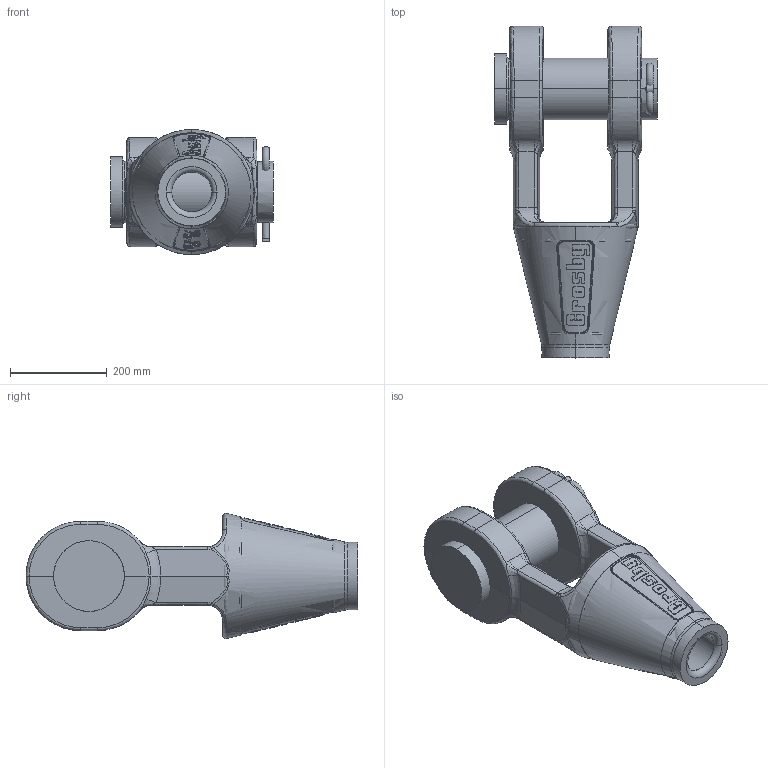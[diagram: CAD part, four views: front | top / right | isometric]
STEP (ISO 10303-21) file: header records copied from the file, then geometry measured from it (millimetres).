
FILE_DESCRIPTION((''),'2;1');
FILE_NAME('CROSBY_416_288_1041651-1041660','2011-08-31T',('Alan Doughty'),('The Crosby Group LLC'),'PRO/ENGINEER BY PARAMETRIC TECHNOLOGY CORPORATION, 2010230','PRO/ENGINEER BY PARAMETRIC TECHNOLOGY CORPORATION, 2010230','');
FILE_SCHEMA(('CONFIG_CONTROL_DESIGN'));
Products named in the file (1): CROSBY_416_288_1041651-1041660
Bounding box: 336.55 x 685.8 x 258.64 mm (x, y, z)
Surface area: 1018252.6 mm2 (no closed solid volume)
Topology: 0 solids, 0 shells, 372 faces, 1828 edges, 1817 vertices
Faces by surface type: bspline 347, torus 25
Entity records: 43339 total; most frequent: CARTESIAN_POINT 29899, DEFINITIONAL_REPRESENTATION 1806, PCURVE 1806, COMPOSITE_CURVE_SEGMENT 1806, DIRECTION 1590, B_SPLINE_CURVE_WITH_KNOTS 1411, TRIMMED_CURVE 1298, VECTOR 1056
